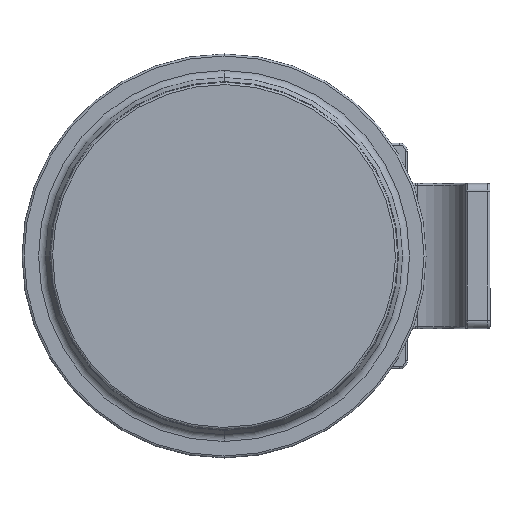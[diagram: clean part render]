
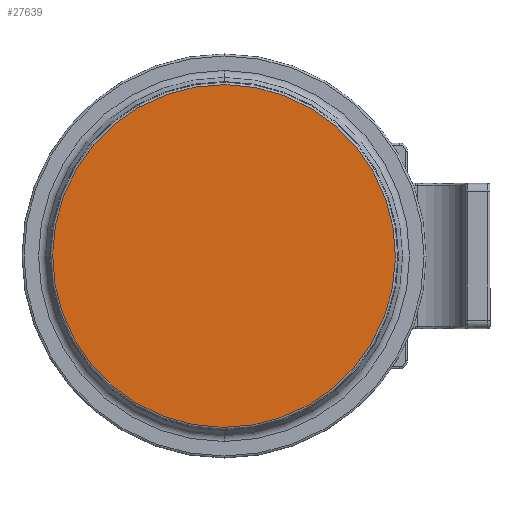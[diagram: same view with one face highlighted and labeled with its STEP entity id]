
A CAD part, front view. The second image highlights one B-rep face of the part: STEP entity #27639.
In plain terms, the highlighted face is planar.
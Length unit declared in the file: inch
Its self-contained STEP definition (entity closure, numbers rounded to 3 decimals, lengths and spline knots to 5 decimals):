
#3464 = CIRCLE ( 'NONE', #16197, 0.16745 ) ;
#4022 = CARTESIAN_POINT ( 'NONE',  ( 0., 0.04331, -0.16745 ) ) ;
#6695 = VERTEX_POINT ( 'NONE', #4022 ) ;
#8514 = EDGE_CURVE ( 'NONE', #6695, #13740, #37837, .T. ) ;
#12943 = DIRECTION ( 'NONE',  ( 0., -1., 0. ) ) ;
#13094 = ORIENTED_EDGE ( 'NONE', *, *, #32551, .F. ) ;
#13740 = VERTEX_POINT ( 'NONE', #14319 ) ;
#14319 = CARTESIAN_POINT ( 'NONE',  ( 0., 0.04331, 0.16745 ) ) ;
#14328 = ORIENTED_EDGE ( 'NONE', *, *, #8514, .F. ) ;
#16197 = AXIS2_PLACEMENT_3D ( 'NONE', #55493, #12943, #25289 ) ;
#16876 = CARTESIAN_POINT ( 'NONE',  ( 0., 0.04331, 0. ) ) ;
#25289 = DIRECTION ( 'NONE',  ( 1., 0., 0. ) ) ;
#26023 = DIRECTION ( 'NONE',  ( 0., 1., 0. ) ) ;
#26255 = FACE_OUTER_BOUND ( 'NONE', #36048, .T. ) ;
#26890 = CARTESIAN_POINT ( 'NONE',  ( 0., 0.04331, 0. ) ) ;
#27639 = ADVANCED_FACE ( 'NONE', ( #26255 ), #51151, .T. ) ;
#30158 = DIRECTION ( 'NONE',  ( 0., 0., 1. ) ) ;
#31038 = DIRECTION ( 'NONE',  ( 1., 0., 0. ) ) ;
#32551 = EDGE_CURVE ( 'NONE', #13740, #6695, #3464, .T. ) ;
#35520 = DIRECTION ( 'NONE',  ( 0., -1., 0. ) ) ;
#36048 = EDGE_LOOP ( 'NONE', ( #13094, #14328 ) ) ;
#37837 = CIRCLE ( 'NONE', #55138, 0.16745 ) ;
#45698 = AXIS2_PLACEMENT_3D ( 'NONE', #16876, #26023, #30158 ) ;
#51151 = PLANE ( 'NONE',  #45698 ) ;
#55138 = AXIS2_PLACEMENT_3D ( 'NONE', #26890, #35520, #31038 ) ;
#55493 = CARTESIAN_POINT ( 'NONE',  ( 0., 0.04331, 0. ) ) ;
